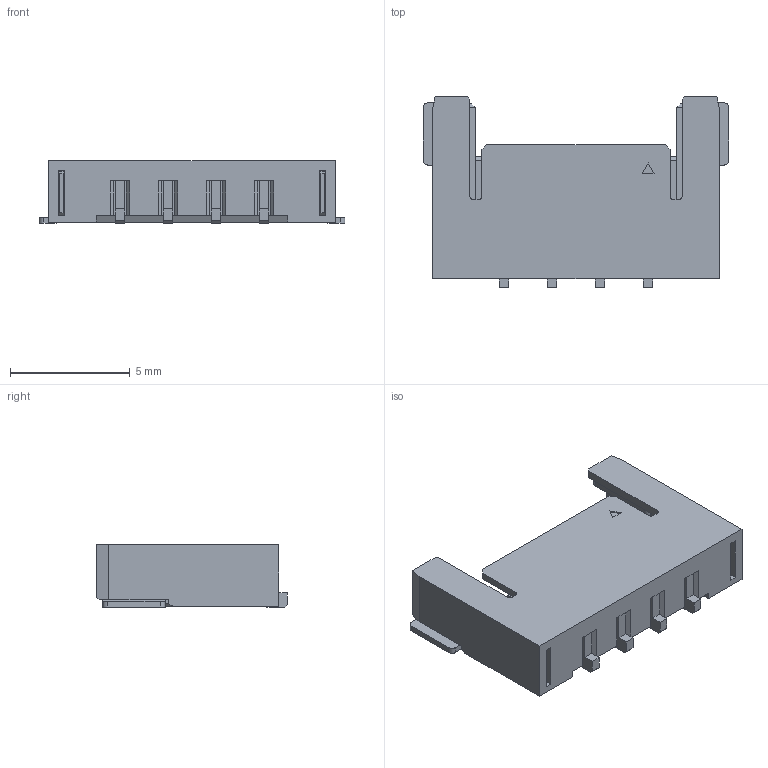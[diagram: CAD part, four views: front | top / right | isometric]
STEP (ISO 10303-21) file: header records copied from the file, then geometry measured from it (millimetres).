
FILE_DESCRIPTION(('FreeCAD Model'),'2;1');
FILE_NAME('Open CASCADE Shape Model','2022-09-27T15:12:49',( 'kicad StepUp'),('ksu MCAD'),'Open CASCADE STEP processor 7.5', 'FreeCAD','Unknown');
FILE_SCHEMA(('AUTOMOTIVE_DESIGN { 1 0 10303 214 1 1 1 1 }'));
Length unit declared in the file: millimetre
Products named in the file (1): _053380004_cp
Bounding box: 12.75 x 7.95 x 2.6 mm (x, y, z)
Volume: 108.9 mm3; surface area: 481.3 mm2
Topology: 1 solids, 1 shells, 314 faces, 923 edges, 598 vertices
Faces by surface type: plane 257, cylinder 49, sphere 8
Entity records: 10307 total; most frequent: ORIENTED_EDGE 1846, CARTESIAN_POINT 1836, DIRECTION 1651, EDGE_CURVE 923, LINE 825, VECTOR 825, VERTEX_POINT 598, AXIS2_PLACEMENT_3D 413
